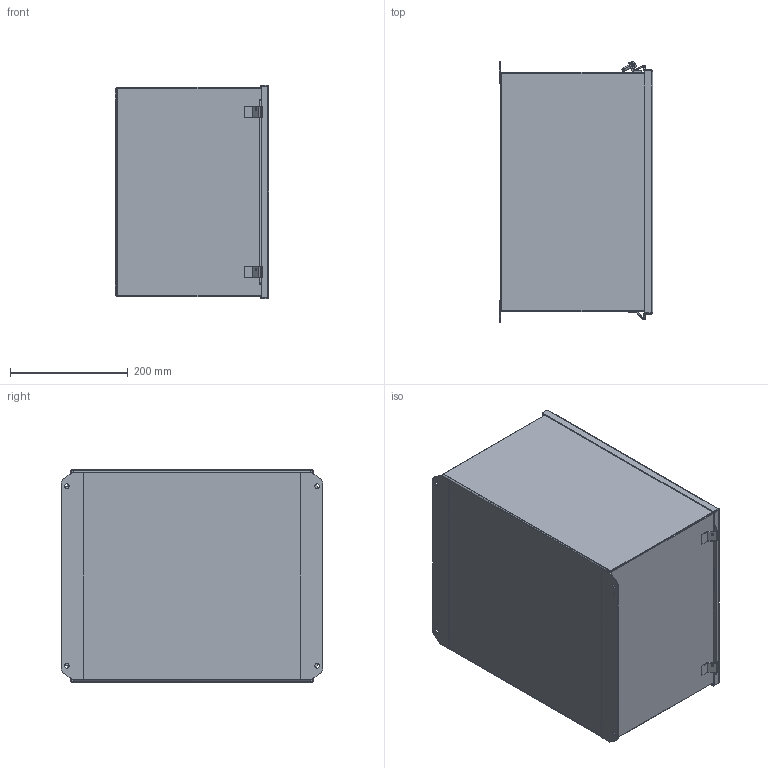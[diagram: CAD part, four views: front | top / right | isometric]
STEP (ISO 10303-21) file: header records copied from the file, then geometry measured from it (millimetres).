
FILE_DESCRIPTION (( 'STEP AP214' ), '1' );
FILE_NAME ('HJ161410LP.STEP', '2019-09-05T11:26:58', ( '' ), ( '' ), 'SwSTEP 2.0', 'SolidWorks 2018', '' );
FILE_SCHEMA (( 'AUTOMOTIVE_DESIGN' ));
Length unit declared in the file: inch
Products named in the file (1): HJ161410LP
Bounding box: 260.83 x 444.5 x 363.52 mm (x, y, z)
Volume: 1444706.9 mm3; surface area: 1576976.1 mm2
Topology: 19 solids, 20 shells, 627 faces, 1520 edges, 935 vertices
Faces by surface type: plane 341, cylinder 160, bspline 66, cone 52, torus 8
Entity records: 29876 total; most frequent: CARTESIAN_POINT 7151, ORIENTED_EDGE 3012, DIRECTION 2849, EDGE_CURVE 1506, LINE 971, VECTOR 971, AXIS2_PLACEMENT_3D 939, VERTEX_POINT 935
